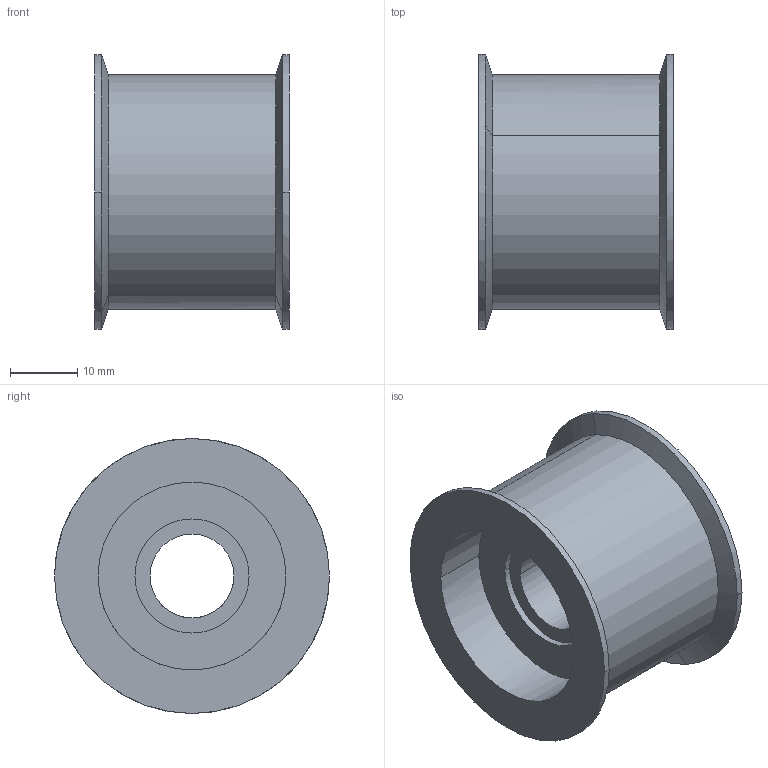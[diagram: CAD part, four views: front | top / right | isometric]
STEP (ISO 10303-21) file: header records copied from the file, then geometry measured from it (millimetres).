
FILE_DESCRIPTION(('CATIA V5 STEP Exchange'),'2;1');
FILE_NAME('VSOTR1100-Y008 - Al - 20 Pcs.stp','2022-10-16T11:51:23+00:00',('none'),('none'),'CATIA Version 5 Release 21 GA (IN-10)','CATIA V5 STEP AP214','none');
FILE_SCHEMA(('AUTOMOTIVE_DESIGN { 1 0 10303 214 1 1 1 1 }'));
Length unit declared in the file: millimetre
Products named in the file (1): VSOTR1100-Y008
Bounding box: 29 x 41 x 41 mm (x, y, z)
Volume: 17310.4 mm3; surface area: 8102.8 mm2
Topology: 1 solids, 1 shells, 26 faces, 56 edges, 36 vertices
Faces by surface type: cylinder 16, plane 6, cone 4
Entity records: 732 total; most frequent: CARTESIAN_POINT 169, ORIENTED_EDGE 112, DIRECTION 92, EDGE_CURVE 56, AXIS2_PLACEMENT_3D 53, VERTEX_POINT 36, CIRCLE 32, EDGE_LOOP 32
